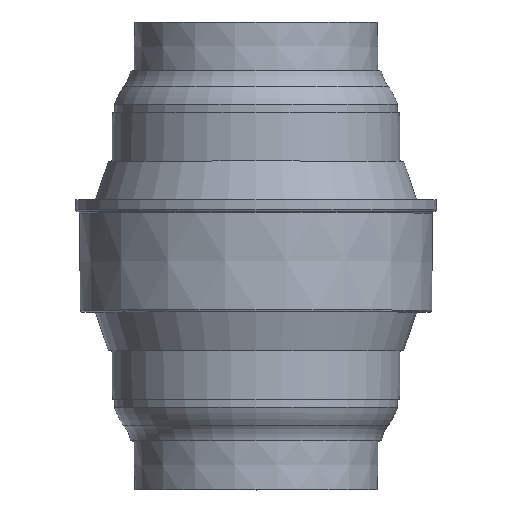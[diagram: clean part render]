
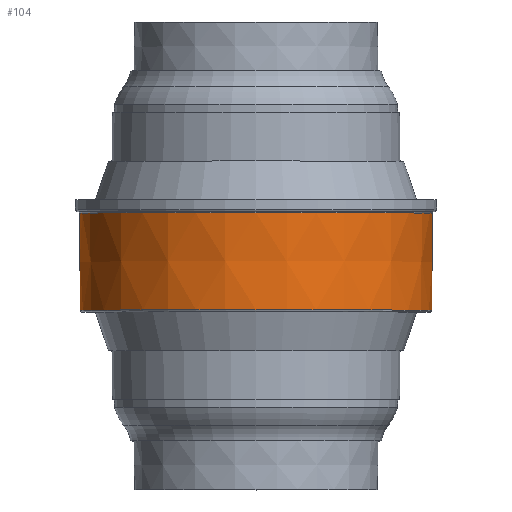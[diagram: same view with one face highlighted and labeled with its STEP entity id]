
A CAD part, top view. The second image highlights one B-rep face of the part: STEP entity #104.
In plain terms, the highlighted conical face has half-angle 0.5 degrees and reference radius 90.204 mm.
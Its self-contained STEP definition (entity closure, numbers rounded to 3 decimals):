
#104=ADVANCED_FACE('',(#214,#215),#216,.T.);
#214=FACE_BOUND('',#367,.T.);
#215=FACE_BOUND('',#368,.T.);
#216=CONICAL_SURFACE('',#369,90.204,0.009);
#367=EDGE_LOOP('',(#578));
#368=EDGE_LOOP('',(#579));
#369=AXIS2_PLACEMENT_3D('',#580,#581,#582);
#578=ORIENTED_EDGE('',*,*,#717,.T.);
#579=ORIENTED_EDGE('',*,*,#718,.F.);
#580=CARTESIAN_POINT('',(-15.0,260.353,0.));
#581=DIRECTION('',(0.0,1.0,-0.0));
#582=DIRECTION('',(-1.0,0.0,0.0));
#717=EDGE_CURVE('',#797,#797,#798,.T.);
#718=EDGE_CURVE('',#799,#799,#800,.T.);
#797=VERTEX_POINT('',#899);
#798=CIRCLE('',#900,89.974);
#799=VERTEX_POINT('',#901);
#800=CIRCLE('',#902,90.408);
#899=CARTESIAN_POINT('',(-104.974,233.991,0.));
#900=AXIS2_PLACEMENT_3D('',#1030,#1031,#1032);
#901=CARTESIAN_POINT('',(-105.408,283.707,0.));
#902=AXIS2_PLACEMENT_3D('',#1033,#1034,#1035);
#1030=CARTESIAN_POINT('',(-15.0,233.991,0.));
#1031=DIRECTION('',(0.0,1.0,0.0));
#1032=DIRECTION('',(-1.0,0.0,0.0));
#1033=CARTESIAN_POINT('',(-15.0,283.707,0.));
#1034=DIRECTION('',(0.0,1.0,0.0));
#1035=DIRECTION('',(-1.0,0.0,0.0));
